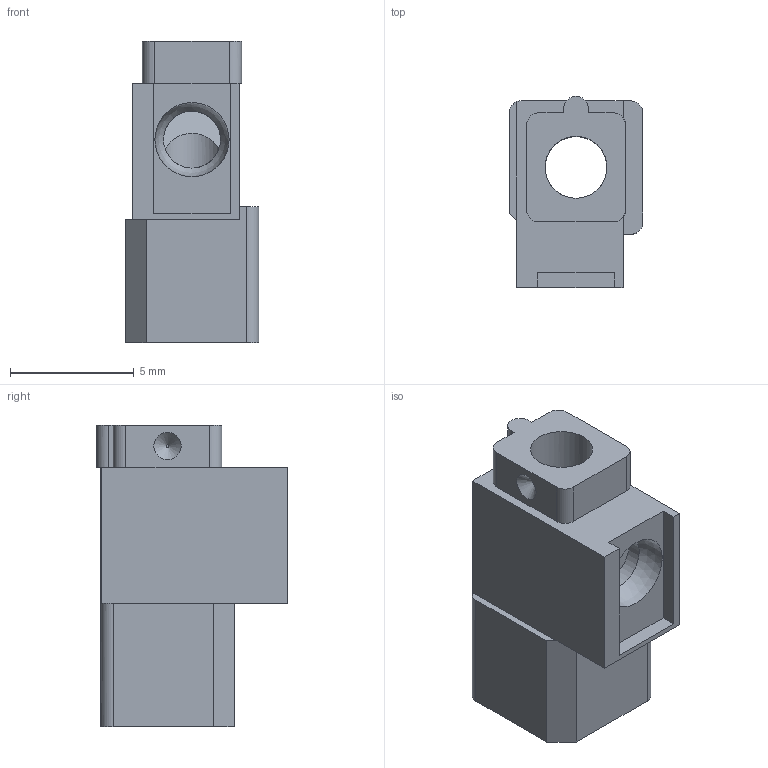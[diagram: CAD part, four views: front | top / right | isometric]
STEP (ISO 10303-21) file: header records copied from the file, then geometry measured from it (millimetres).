
FILE_DESCRIPTION(/* description */ (''),/* implementation_level */ '2;1');
FILE_NAME(/* name */ 'Chroma_huis.stp',/* time_stamp */ '2019-04-24T08:34:26+02:00',/* author */ ('veldhuijzen'),/* organization */ (''),/* preprocessor_version */ 'ST-DEVELOPER v17.2',/* originating_system */ 'Autodesk Inventor 2019',/* authorisation */ '');
FILE_SCHEMA (('AUTOMOTIVE_DESIGN { 1 0 10303 214 3 1 1 }'));
Length unit declared in the file: millimetre
Products named in the file (1): Huistes_printen_chromat
Bounding box: 5.4 x 7.72 x 12.2 mm (x, y, z)
Volume: 199.7 mm3; surface area: 523.6 mm2
Topology: 1 solids, 1 shells, 64 faces, 167 edges, 109 vertices
Faces by surface type: plane 48, cylinder 13, sphere 2, cone 1
Full cylindrical faces by diameter (mm): 2.3 x2, 2.5 x2, 4.05 x1
Entity records: 2063 total; most frequent: CARTESIAN_POINT 390, DIRECTION 340, ORIENTED_EDGE 334, EDGE_CURVE 167, LINE 122, VECTOR 122, VERTEX_POINT 109, AXIS2_PLACEMENT_3D 109
